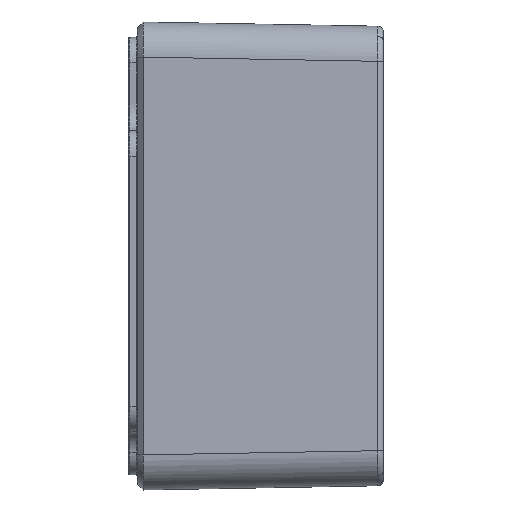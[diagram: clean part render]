
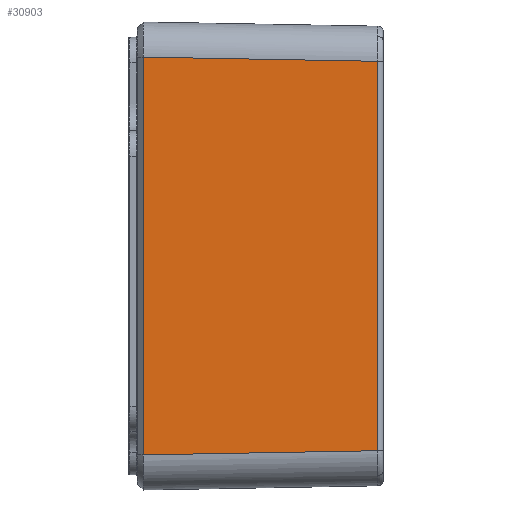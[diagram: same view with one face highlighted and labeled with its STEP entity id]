
A CAD part, left-side view. The second image highlights one B-rep face of the part: STEP entity #30903.
In plain terms, the highlighted planar face has unit normal (-1, -0.018, 0).
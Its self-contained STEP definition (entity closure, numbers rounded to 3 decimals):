
#1913 = PLANE ( 'NONE',  #7918 ) ;
#3864 = VECTOR ( 'NONE', #42158, 1000. ) ;
#4026 = ORIENTED_EDGE ( 'NONE', *, *, #45184, .T. ) ;
#4573 = VERTEX_POINT ( 'NONE', #36466 ) ;
#5694 = CARTESIAN_POINT ( 'NONE',  ( -61.768, -41.018, 33.268 ) ) ;
#7918 = AXIS2_PLACEMENT_3D ( 'NONE', #17933, #26516, #25750 ) ;
#13711 = ORIENTED_EDGE ( 'NONE', *, *, #25518, .T. ) ;
#15146 = ORIENTED_EDGE ( 'NONE', *, *, #26893, .T. ) ;
#17933 = CARTESIAN_POINT ( 'NONE',  ( -62.5, 0., -40. ) ) ;
#18120 = CARTESIAN_POINT ( 'NONE',  ( -62.482, -0.993, 33.983 ) ) ;
#18919 = LINE ( 'NONE', #18120, #35191 ) ;
#19314 = CARTESIAN_POINT ( 'NONE',  ( -61.768, -41.018, -33.268 ) ) ;
#20188 = LINE ( 'NONE', #20457, #43540 ) ;
#20368 = DIRECTION ( 'NONE',  ( -0.018, 1., 0.018 ) ) ;
#20457 = CARTESIAN_POINT ( 'NONE',  ( -62.482, -0.993, -33.983 ) ) ;
#21560 = FACE_OUTER_BOUND ( 'NONE', #48101, .T. ) ;
#25518 = EDGE_CURVE ( 'NONE', #28303, #4573, #18919, .T. ) ;
#25750 = DIRECTION ( 'NONE',  ( -0.018, 1., 0. ) ) ;
#26516 = DIRECTION ( 'NONE',  ( -1., -0.018, 0. ) ) ;
#26893 = EDGE_CURVE ( 'NONE', #4573, #37332, #20188, .T. ) ;
#28264 = DIRECTION ( 'NONE',  ( 0.018, -1., 0.018 ) ) ;
#28303 = VERTEX_POINT ( 'NONE', #29683 ) ;
#29683 = CARTESIAN_POINT ( 'NONE',  ( -62.482, -0.993, 33.983 ) ) ;
#30903 = ADVANCED_FACE ( 'NONE', ( #21560 ), #1913, .T. ) ;
#33550 = VERTEX_POINT ( 'NONE', #5694 ) ;
#35191 = VECTOR ( 'NONE', #46953, 1000. ) ;
#35975 = EDGE_CURVE ( 'NONE', #33550, #28303, #40355, .T. ) ;
#36466 = CARTESIAN_POINT ( 'NONE',  ( -62.482, -0.993, -33.983 ) ) ;
#36481 = CARTESIAN_POINT ( 'NONE',  ( -61.768, -41.018, 33.268 ) ) ;
#37332 = VERTEX_POINT ( 'NONE', #44807 ) ;
#37933 = VECTOR ( 'NONE', #20368, 1000. ) ;
#40355 = LINE ( 'NONE', #36481, #37933 ) ;
#42158 = DIRECTION ( 'NONE',  ( 0., 0., 1. ) ) ;
#43540 = VECTOR ( 'NONE', #28264, 1000. ) ;
#44807 = CARTESIAN_POINT ( 'NONE',  ( -61.768, -41.018, -33.268 ) ) ;
#44816 = ORIENTED_EDGE ( 'NONE', *, *, #35975, .T. ) ;
#45184 = EDGE_CURVE ( 'NONE', #37332, #33550, #45763, .T. ) ;
#45763 = LINE ( 'NONE', #19314, #3864 ) ;
#46953 = DIRECTION ( 'NONE',  ( 0., 0., -1. ) ) ;
#48101 = EDGE_LOOP ( 'NONE', ( #15146, #4026, #44816, #13711 ) ) ;
